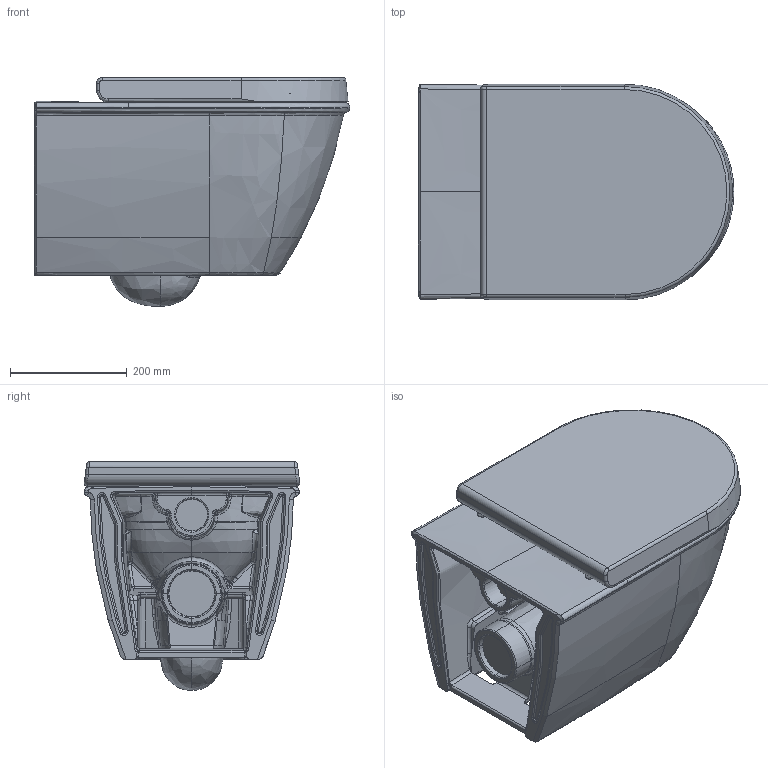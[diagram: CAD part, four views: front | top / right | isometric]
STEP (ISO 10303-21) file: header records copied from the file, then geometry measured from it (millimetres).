
FILE_DESCRIPTION((''),'2;1');
FILE_NAME('255709.stp','2014-10-21T19:48:15',('Administrator'),(''),'Autodesk Inventor 2011','Autodesk Inventor 2011','');
FILE_SCHEMA(('CONFIG_CONTROL_DESIGN'));
Length unit declared in the file: millimetre
Products named in the file (3): 255709; 006989
Assembly tree (2 placements, depth 2):
  255709
    255709
    006989
Bounding box: 540.73 x 369.11 x 391.86 mm (x, y, z)
Volume: 24989661.3 mm3; surface area: 1562805.5 mm2
Topology: 2 solids, 2 shells, 759 faces, 1792 edges, 1033 vertices
Faces by surface type: bspline 554, plane 76, cylinder 74, sphere 38, torus 13, cone 4
Full cylindrical faces by diameter (mm): 16 x2
Entity records: 173506 total; most frequent: CARTESIAN_POINT 158861, ORIENTED_EDGE 3554, EDGE_CURVE 1777, DIRECTION 1689, VERTEX_POINT 1029, B_SPLINE_CURVE_WITH_KNOTS 1003, EDGE_LOOP 774, FACE_OUTER_BOUND 759
